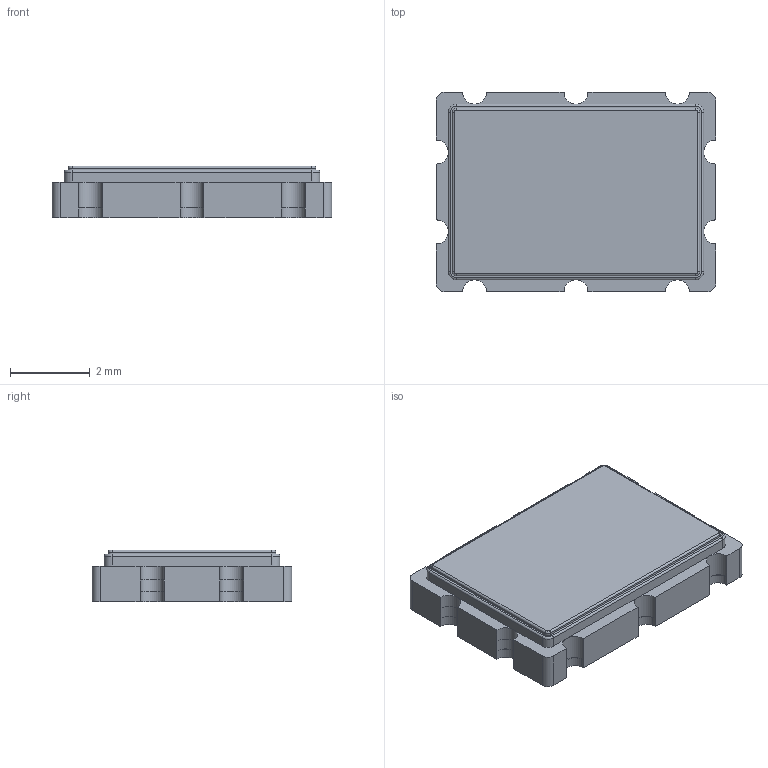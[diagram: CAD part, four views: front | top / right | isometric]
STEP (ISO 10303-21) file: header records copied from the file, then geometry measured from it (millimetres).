
FILE_DESCRIPTION (( 'STEP AP214' ), '1' );
FILE_NAME ('OSC-7050.STEP', '2022-10-13T06:47:10', ( '' ), ( '' ), 'SwSTEP 2.0', 'SolidWorks 2019', '' );
FILE_SCHEMA (( 'AUTOMOTIVE_DESIGN' ));
Length unit declared in the file: millimetre
Products named in the file (1): OSC-7050
Bounding box: 7 x 5 x 1.3 mm (x, y, z)
Volume: 41.2 mm3; surface area: 99.1 mm2
Topology: 1 solids, 1 shells, 144 faces, 383 edges, 242 vertices
Faces by surface type: plane 86, cylinder 50, torus 8
Entity records: 6061 total; most frequent: DIRECTION 789, CARTESIAN_POINT 770, ORIENTED_EDGE 766, EDGE_CURVE 383, LINE 267, VECTOR 267, AXIS2_PLACEMENT_3D 261, VERTEX_POINT 242
